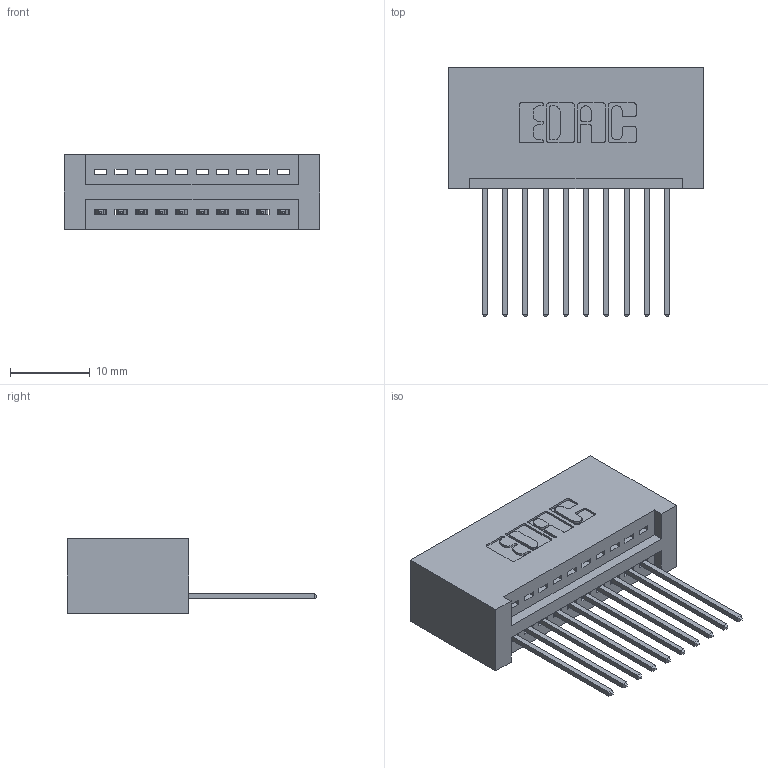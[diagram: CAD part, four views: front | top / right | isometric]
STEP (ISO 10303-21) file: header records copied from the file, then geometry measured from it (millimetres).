
FILE_DESCRIPTION (( 'STEP AP203' ), '1' );
FILE_NAME ('345-010-542-101.STEP', '2018-08-17T10:32:21', ( '' ), ( '' ), 'SwSTEP 2.0', 'SolidWorks 2016', '' );
FILE_SCHEMA (( 'CONFIG_CONTROL_DESIGN' ));
Length unit declared in the file: inch
Products named in the file (3): 345 Part_No Mounting Lugs; 345-292-001_345-293-142; 345-010-542-101
Assembly tree (11 placements, depth 2):
  345-010-542-101
    345 Part_No Mounting Lugs
    345-292-001_345-293-142  x10
Bounding box: 32 x 31.29 x 9.4 mm (x, y, z)
Volume: 3384.2 mm3; surface area: 4393.3 mm2
Topology: 11 solids, 11 shells, 698 faces, 2077 edges, 1370 vertices
Faces by surface type: plane 476, cylinder 222
Entity records: 11575 total; most frequent: CARTESIAN_POINT 2014, ORIENTED_EDGE 1958, DIRECTION 1799, EDGE_CURVE 979, VECTOR 815, LINE 815, VERTEX_POINT 650, AXIS2_PLACEMENT_3D 492
